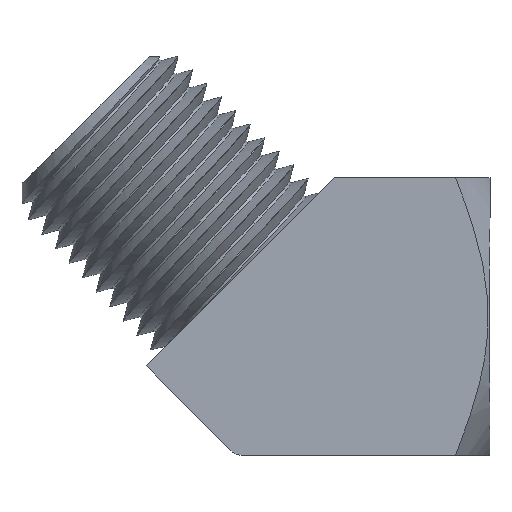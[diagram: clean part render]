
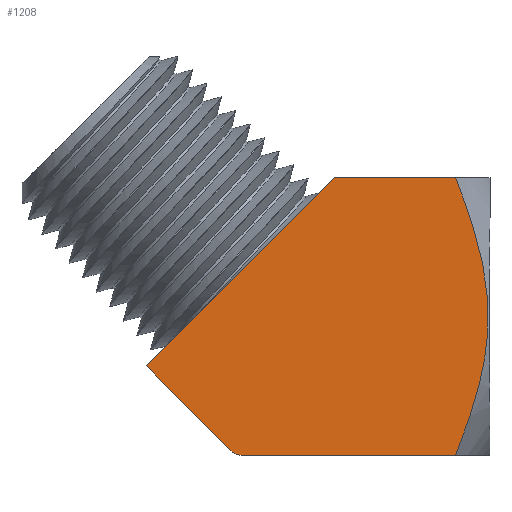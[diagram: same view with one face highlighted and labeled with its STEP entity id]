
A CAD part, front view. The second image highlights one B-rep face of the part: STEP entity #1208.
In plain terms, the highlighted face is planar.
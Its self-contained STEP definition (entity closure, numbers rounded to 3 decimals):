
#180=(
BOUNDED_CURVE()
B_SPLINE_CURVE(2,(#5535,#5536,#5537,#5538),.UNSPECIFIED.,.F.,.F.)
B_SPLINE_CURVE_WITH_KNOTS((3,1,3),(124.912,216.891,317.648),
 .UNSPECIFIED.)
CURVE()
GEOMETRIC_REPRESENTATION_ITEM()
RATIONAL_B_SPLINE_CURVE((6.676,7.945,8.066,
6.676))
REPRESENTATION_ITEM('')
);
#187=PLANE('',#1294);
#239=FACE_OUTER_BOUND('',#308,.T.);
#308=EDGE_LOOP('',(#982,#983,#984,#985,#986,#987));
#332=LINE('',#1568,#390);
#383=LINE('',#4977,#441);
#385=LINE('',#5539,#443);
#386=LINE('',#5540,#444);
#390=VECTOR('',#1330,1000.);
#441=VECTOR('',#1497,1000.);
#443=VECTOR('',#1503,1000.);
#444=VECTOR('',#1504,1000.);
#446=CIRCLE('',#1233,1.5);
#468=VERTEX_POINT('',#1551);
#469=VERTEX_POINT('',#1553);
#472=VERTEX_POINT('',#1564);
#579=VERTEX_POINT('',#4974);
#580=VERTEX_POINT('',#4976);
#585=VERTEX_POINT('',#5534);
#592=EDGE_CURVE('',#468,#469,#446,.T.);
#597=EDGE_CURVE('',#468,#472,#332,.T.);
#746=EDGE_CURVE('',#580,#579,#383,.T.);
#752=EDGE_CURVE('',#472,#585,#180,.T.);
#753=EDGE_CURVE('',#580,#585,#385,.T.);
#754=EDGE_CURVE('',#579,#469,#386,.T.);
#982=ORIENTED_EDGE('',*,*,#592,.F.);
#983=ORIENTED_EDGE('',*,*,#597,.T.);
#984=ORIENTED_EDGE('',*,*,#752,.T.);
#985=ORIENTED_EDGE('',*,*,#753,.F.);
#986=ORIENTED_EDGE('',*,*,#746,.T.);
#987=ORIENTED_EDGE('',*,*,#754,.T.);
#1208=ADVANCED_FACE('',(#239),#187,.T.);
#1233=AXIS2_PLACEMENT_3D('',#1554,#1324,#1325);
#1294=AXIS2_PLACEMENT_3D('',#5533,#1501,#1502);
#1324=DIRECTION('center_axis',(1.,0.,0.));
#1325=DIRECTION('ref_axis',(0.,-0.924,-0.383));
#1330=DIRECTION('',(0.,0.,1.));
#1497=DIRECTION('',(0.,-0.707,-0.707));
#1501=DIRECTION('center_axis',(-1.,0.,0.));
#1502=DIRECTION('ref_axis',(0.,0.707,0.707));
#1503=DIRECTION('',(0.,0.,1.));
#1504=DIRECTION('',(0.,-0.707,0.707));
#1551=CARTESIAN_POINT('',(-13.,-12.7,-22.672));
#1553=CARTESIAN_POINT('',(-13.,-12.261,-23.733));
#1554=CARTESIAN_POINT('Origin',(-13.,-11.2,-22.672));
#1564=CARTESIAN_POINT('',(-13.,-12.7,-3.16));
#1568=CARTESIAN_POINT('',(-13.,-12.7,-54.971));
#4974=CARTESIAN_POINT('',(-13.,-4.521,-31.473));
#4976=CARTESIAN_POINT('',(-13.,12.7,-14.253));
#4977=CARTESIAN_POINT('',(-13.,3.951,-23.001));
#5533=CARTESIAN_POINT('Origin',(-13.,12.7,-54.971));
#5534=CARTESIAN_POINT('',(-13.,12.7,-3.16));
#5535=CARTESIAN_POINT('Ctrl Pts',(-13.,-12.7,-3.16));
#5536=CARTESIAN_POINT('Ctrl Pts',(-13.,-5.579,-0.288));
#5537=CARTESIAN_POINT('Ctrl Pts',(-13.,5.017,-0.061));
#5538=CARTESIAN_POINT('Ctrl Pts',(-13.,12.7,-3.16));
#5539=CARTESIAN_POINT('',(-13.,12.7,-54.971));
#5540=CARTESIAN_POINT('',(-13.,-4.521,-31.473));
